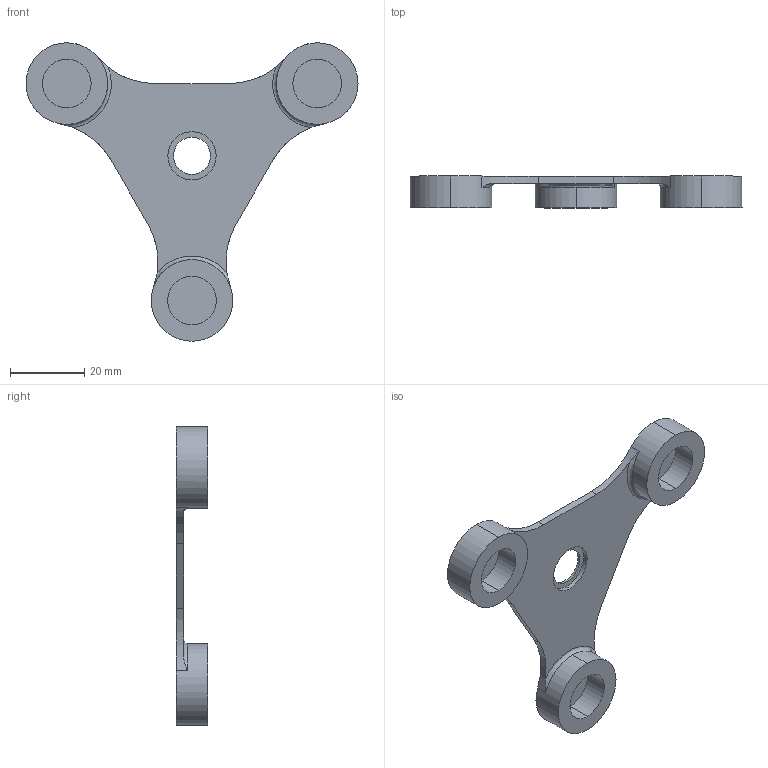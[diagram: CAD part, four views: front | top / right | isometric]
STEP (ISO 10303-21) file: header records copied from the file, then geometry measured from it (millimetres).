
FILE_DESCRIPTION (( 'STEP AP203' ), '1' );
FILE_NAME ('ENCODER WHEEL ADAPTER- Q300M.STEP', '2023-06-05T17:47:41', ( '' ), ( '' ), 'SwSTEP 2.0', 'SolidWorks 2020', '' );
FILE_SCHEMA (( 'CONFIG_CONTROL_DESIGN' ));
Length unit declared in the file: millimetre
Products named in the file (1): ENCODER WHEEL ADAPTER- Q300M
Bounding box: 89.5 x 8.5 x 80.46 mm (x, y, z)
Volume: 10665.1 mm3; surface area: 8714.5 mm2
Topology: 1 solids, 1 shells, 39 faces, 97 edges, 64 vertices
Faces by surface type: cylinder 22, plane 12, torus 5
Entity records: 1305 total; most frequent: CARTESIAN_POINT 251, DIRECTION 224, ORIENTED_EDGE 194, EDGE_CURVE 97, AXIS2_PLACEMENT_3D 95, VERTEX_POINT 64, CIRCLE 55, EDGE_LOOP 45
